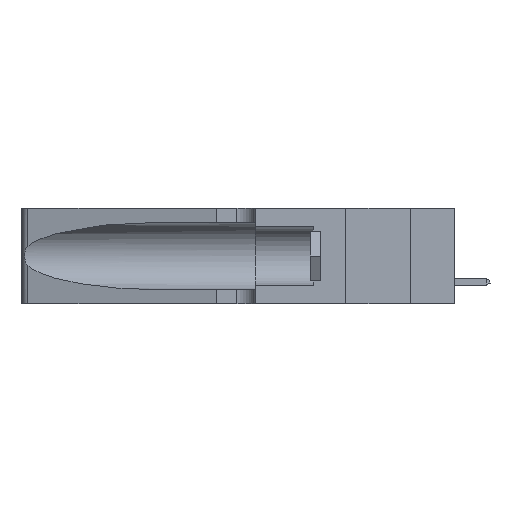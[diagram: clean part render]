
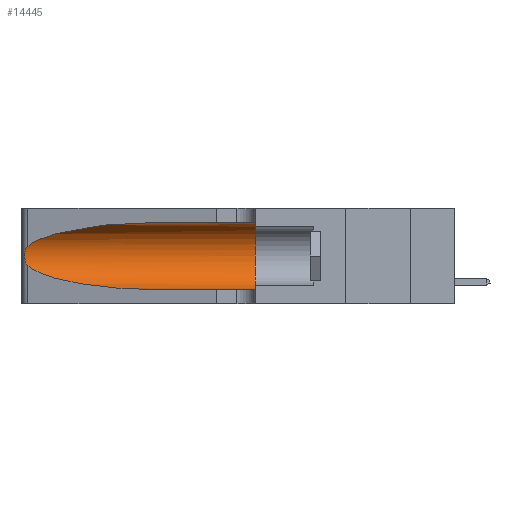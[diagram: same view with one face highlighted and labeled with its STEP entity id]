
A CAD part, left-side view. The second image highlights one B-rep face of the part: STEP entity #14445.
In plain terms, the highlighted cylindrical face has radius 3.308 mm (diameter 6.617 mm), a partial arc.
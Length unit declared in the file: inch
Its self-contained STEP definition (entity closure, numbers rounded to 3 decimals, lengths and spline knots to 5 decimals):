
#675 = EDGE_CURVE ( 'NONE', #5577, #836, #7710, .T. ) ;
#710 = EDGE_CURVE ( 'NONE', #17125, #7412, #10910, .T. ) ;
#836 = VERTEX_POINT ( 'NONE', #19220 ) ;
#1146 = CARTESIAN_POINT ( 'NONE',  ( 0.26075, 1.23896, 0.19203 ) ) ;
#1356 = CARTESIAN_POINT ( 'NONE',  ( 0.25487, 1.22718, 0.14631 ) ) ;
#1462 = CARTESIAN_POINT ( 'NONE',  ( 0.25487, 1.22718, 0.22369 ) ) ;
#1623 = CARTESIAN_POINT ( 'NONE',  ( 0.18966, 0.96281, 0.31525 ) ) ;
#2499 = CIRCLE ( 'NONE', #8068, 0.13025 ) ;
#2795 = CARTESIAN_POINT ( 'NONE',  ( 0.25487, 1.22718, 0.22369 ) ) ;
#2852 = CARTESIAN_POINT ( 'NONE',  ( 0.25555, 1.22993, 0.14849 ) ) ;
#2922 = CARTESIAN_POINT ( 'NONE',  ( 0.1305, 1.61858, 0.185 ) ) ;
#2993 = CARTESIAN_POINT ( 'NONE',  ( 0.25639, 1.23184, 0.21858 ) ) ;
#2994 = EDGE_CURVE ( 'NONE', #836, #17125, #6386, .T. ) ;
#4470 = CARTESIAN_POINT ( 'NONE',  ( 0.25856, 1.23593, 0.16098 ) ) ;
#4550 = ORIENTED_EDGE ( 'NONE', *, *, #6263, .F. ) ;
#4649 = ORIENTED_EDGE ( 'NONE', *, *, #710, .T. ) ;
#4694 = ORIENTED_EDGE ( 'NONE', *, *, #675, .T. ) ;
#4902 = CARTESIAN_POINT ( 'NONE',  ( 0.1305, 0.35, 0.05475 ) ) ;
#5577 = VERTEX_POINT ( 'NONE', #15640 ) ;
#6263 = EDGE_CURVE ( 'NONE', #10954, #13877, #2499, .T. ) ;
#6386 = B_SPLINE_CURVE_WITH_KNOTS ( 'NONE', 3,
 ( #2795, #12727, #2993, #7930, #19560, #21024, #1146, #12852, #11069, #4470, #17915, #11204, #2852, #1356 ),
 .UNSPECIFIED., .F., .F.,
 ( 4, 2, 2, 2, 2, 2, 4 ),
 ( 0., 0.00027, 0.00053, 0.00107, 0.0016, 0.00187, 0.00214 ),
 .UNSPECIFIED. ) ;
#6659 = CARTESIAN_POINT ( 'NONE',  ( 0.1305, 0.35, 0.31525 ) ) ;
#7079 = DIRECTION ( 'NONE',  ( 0., -1., 0. ) ) ;
#7412 = VERTEX_POINT ( 'NONE', #18810 ) ;
#7432 = FACE_OUTER_BOUND ( 'NONE', #12937, .T. ) ;
#7572 = ORIENTED_EDGE ( 'NONE', *, *, #21566, .T. ) ;
#7696 = LINE ( 'NONE', #11982, #20200 ) ;
#7710 =( BOUNDED_CURVE ( )  B_SPLINE_CURVE ( 3, ( #8328, #1623, #19992, #1462 ),
 .UNSPECIFIED., .F., .F. ) 
 B_SPLINE_CURVE_WITH_KNOTS ( ( 4, 4 ),
 ( 1.5708, 2.84003 ),
 .UNSPECIFIED. ) 
 CURVE ( )  GEOMETRIC_REPRESENTATION_ITEM ( )  RATIONAL_B_SPLINE_CURVE ( ( 1., 0.87, 0.87, 1. ) ) 
 REPRESENTATION_ITEM ( '' )  );
#7930 = CARTESIAN_POINT ( 'NONE',  ( 0.25787, 1.23484, 0.2124 ) ) ;
#8068 = AXIS2_PLACEMENT_3D ( 'NONE', #15606, #17346, #12624 ) ;
#8328 = CARTESIAN_POINT ( 'NONE',  ( 0.1305, 0.72297, 0.31525 ) ) ;
#8781 = CARTESIAN_POINT ( 'NONE',  ( 0.1305, 0.72297, 0.05475 ) ) ;
#9220 = CARTESIAN_POINT ( 'NONE',  ( 0.25487, 1.22718, 0.14631 ) ) ;
#10538 = ORIENTED_EDGE ( 'NONE', *, *, #17827, .F. ) ;
#10910 =( BOUNDED_CURVE ( )  B_SPLINE_CURVE ( 3, ( #13622, #13775, #12019, #8781 ),
 .UNSPECIFIED., .F., .T. ) 
 B_SPLINE_CURVE_WITH_KNOTS ( ( 4, 4 ),
 ( 3.44316, 4.71239 ),
 .UNSPECIFIED. ) 
 CURVE ( )  GEOMETRIC_REPRESENTATION_ITEM ( )  RATIONAL_B_SPLINE_CURVE ( ( 1., 0.87, 0.87, 1. ) ) 
 REPRESENTATION_ITEM ( '' )  );
#10954 = VERTEX_POINT ( 'NONE', #6659 ) ;
#11069 = CARTESIAN_POINT ( 'NONE',  ( 0.26017, 1.23833, 0.17102 ) ) ;
#11204 = CARTESIAN_POINT ( 'NONE',  ( 0.25639, 1.23186, 0.15144 ) ) ;
#11470 = DIRECTION ( 'NONE',  ( 0., -1., 0. ) ) ;
#11982 = CARTESIAN_POINT ( 'NONE',  ( 0.1305, 1.61858, 0.05475 ) ) ;
#12019 = CARTESIAN_POINT ( 'NONE',  ( 0.18966, 0.96281, 0.05475 ) ) ;
#12624 = DIRECTION ( 'NONE',  ( 0., 0., 1. ) ) ;
#12727 = CARTESIAN_POINT ( 'NONE',  ( 0.25555, 1.22994, 0.2215 ) ) ;
#12852 = CARTESIAN_POINT ( 'NONE',  ( 0.26075, 1.23896, 0.178 ) ) ;
#12937 = EDGE_LOOP ( 'NONE', ( #4694, #13990, #4649, #7572, #4550, #10538 ) ) ;
#13003 = DIRECTION ( 'NONE',  ( 0., 0., -1. ) ) ;
#13179 = CARTESIAN_POINT ( 'NONE',  ( 0.1305, 1.61858, 0.31525 ) ) ;
#13622 = CARTESIAN_POINT ( 'NONE',  ( 0.25487, 1.22718, 0.14631 ) ) ;
#13775 = CARTESIAN_POINT ( 'NONE',  ( 0.2373, 1.15595, 0.08982 ) ) ;
#13877 = VERTEX_POINT ( 'NONE', #4902 ) ;
#13955 = VECTOR ( 'NONE', #11470, 39.37008 ) ;
#13990 = ORIENTED_EDGE ( 'NONE', *, *, #2994, .T. ) ;
#14445 = ADVANCED_FACE ( 'NONE', ( #7432 ), #19373, .F. ) ;
#15606 = CARTESIAN_POINT ( 'NONE',  ( 0.1305, 0.35, 0.185 ) ) ;
#15640 = CARTESIAN_POINT ( 'NONE',  ( 0.1305, 0.72297, 0.31525 ) ) ;
#17125 = VERTEX_POINT ( 'NONE', #9220 ) ;
#17346 = DIRECTION ( 'NONE',  ( 0., 1., 0. ) ) ;
#17827 = EDGE_CURVE ( 'NONE', #5577, #10954, #18352, .T. ) ;
#17915 = CARTESIAN_POINT ( 'NONE',  ( 0.25789, 1.23486, 0.15765 ) ) ;
#18352 = LINE ( 'NONE', #13179, #13955 ) ;
#18810 = CARTESIAN_POINT ( 'NONE',  ( 0.1305, 0.72297, 0.05475 ) ) ;
#19220 = CARTESIAN_POINT ( 'NONE',  ( 0.25487, 1.22718, 0.22369 ) ) ;
#19373 = CYLINDRICAL_SURFACE ( 'NONE', #19898, 0.13025 ) ;
#19560 = CARTESIAN_POINT ( 'NONE',  ( 0.25854, 1.2359, 0.20912 ) ) ;
#19567 = DIRECTION ( 'NONE',  ( 0., -1., 0. ) ) ;
#19898 = AXIS2_PLACEMENT_3D ( 'NONE', #2922, #19567, #13003 ) ;
#19992 = CARTESIAN_POINT ( 'NONE',  ( 0.2373, 1.15595, 0.28018 ) ) ;
#20200 = VECTOR ( 'NONE', #7079, 39.37008 ) ;
#21024 = CARTESIAN_POINT ( 'NONE',  ( 0.26018, 1.23835, 0.19895 ) ) ;
#21566 = EDGE_CURVE ( 'NONE', #7412, #13877, #7696, .T. ) ;
